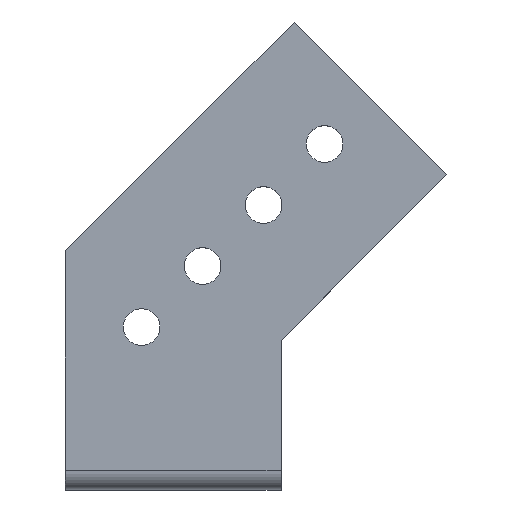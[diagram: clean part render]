
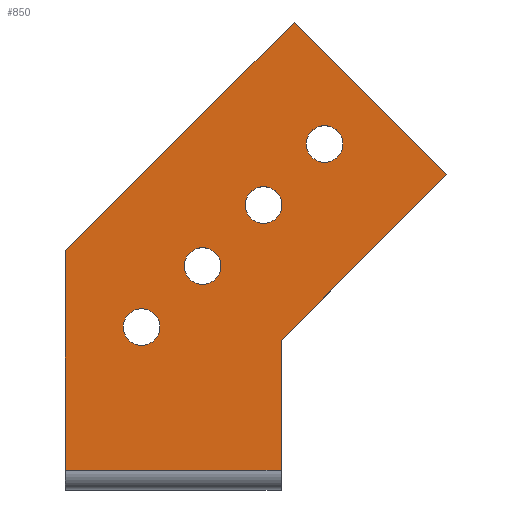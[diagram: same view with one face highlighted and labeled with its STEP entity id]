
A CAD part, top view. The second image highlights one B-rep face of the part: STEP entity #850.
In plain terms, the highlighted planar face has unit normal (0, 0, 1).
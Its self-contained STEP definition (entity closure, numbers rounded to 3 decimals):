
#4 = DIRECTION ( 'NONE',  ( 1., 0., 0. ) ) ;
#8 = LINE ( 'NONE', #357, #732 ) ;
#11 = CARTESIAN_POINT ( 'NONE',  ( 50., 14.645, 0. ) ) ;
#13 = ORIENTED_EDGE ( 'NONE', *, *, #71, .F. ) ;
#14 = CARTESIAN_POINT ( 'NONE',  ( 60.104, 60.104, 0. ) ) ;
#17 = DIRECTION ( 'NONE',  ( 0., -1., 0. ) ) ;
#19 = EDGE_LOOP ( 'NONE', ( #13, #298 ) ) ;
#21 = DIRECTION ( 'NONE',  ( 1., 0., 0. ) ) ;
#23 = CARTESIAN_POINT ( 'NONE',  ( 31.82, 31.82, 0. ) ) ;
#29 = EDGE_LOOP ( 'NONE', ( #268, #753, #228, #791, #519, #346 ) ) ;
#33 = DIRECTION ( 'NONE',  ( -0.707, 0.707, 0. ) ) ;
#48 = LINE ( 'NONE', #350, #205 ) ;
#68 = CIRCLE ( 'NONE', #234, 4.25 ) ;
#71 = EDGE_CURVE ( 'NONE', #679, #383, #722, .T. ) ;
#78 = CARTESIAN_POINT ( 'NONE',  ( 64.354, 60.104, 0. ) ) ;
#81 = CARTESIAN_POINT ( 'NONE',  ( 55.854, 60.104, 0. ) ) ;
#93 = DIRECTION ( 'NONE',  ( 0., 0., 1. ) ) ;
#98 = CARTESIAN_POINT ( 'NONE',  ( 45.962, 45.962, 0. ) ) ;
#99 = ORIENTED_EDGE ( 'NONE', *, *, #281, .F. ) ;
#102 = EDGE_CURVE ( 'NONE', #546, #804, #200, .T. ) ;
#114 = CARTESIAN_POINT ( 'NONE',  ( 0., 35.355, 0. ) ) ;
#116 = VECTOR ( 'NONE', #33, 1000. ) ;
#119 = DIRECTION ( 'NONE',  ( 1., 0., 0. ) ) ;
#125 = CARTESIAN_POINT ( 'NONE',  ( 41.712, 45.962, 0. ) ) ;
#128 = FACE_BOUND ( 'NONE', #19, .T. ) ;
#129 = AXIS2_PLACEMENT_3D ( 'NONE', #398, #575, #177 ) ;
#137 = CARTESIAN_POINT ( 'NONE',  ( 50., -15.5, 0. ) ) ;
#153 = VERTEX_POINT ( 'NONE', #838 ) ;
#159 = ORIENTED_EDGE ( 'NONE', *, *, #342, .F. ) ;
#169 = FACE_BOUND ( 'NONE', #540, .T. ) ;
#177 = DIRECTION ( 'NONE',  ( 1., 0., 0. ) ) ;
#182 = CIRCLE ( 'NONE', #379, 4.25 ) ;
#184 = VERTEX_POINT ( 'NONE', #861 ) ;
#189 = CARTESIAN_POINT ( 'NONE',  ( 60.104, 60.104, 0. ) ) ;
#190 = EDGE_CURVE ( 'NONE', #539, #480, #182, .T. ) ;
#192 = DIRECTION ( 'NONE',  ( 0., 0., 1. ) ) ;
#196 = CIRCLE ( 'NONE', #326, 4.25 ) ;
#199 = CARTESIAN_POINT ( 'NONE',  ( 31.82, 31.82, 0. ) ) ;
#200 = LINE ( 'NONE', #304, #352 ) ;
#205 = VECTOR ( 'NONE', #17, 1000. ) ;
#222 = CARTESIAN_POINT ( 'NONE',  ( 27.57, 31.82, 0. ) ) ;
#226 = FACE_BOUND ( 'NONE', #764, .T. ) ;
#228 = ORIENTED_EDGE ( 'NONE', *, *, #739, .T. ) ;
#232 = DIRECTION ( 'NONE',  ( 0.707, 0.707, 0. ) ) ;
#234 = AXIS2_PLACEMENT_3D ( 'NONE', #14, #485, #681 ) ;
#268 = ORIENTED_EDGE ( 'NONE', *, *, #524, .T. ) ;
#269 = EDGE_LOOP ( 'NONE', ( #99, #159 ) ) ;
#270 = CARTESIAN_POINT ( 'NONE',  ( 13.428, 17.678, 0. ) ) ;
#276 = AXIS2_PLACEMENT_3D ( 'NONE', #353, #815, #21 ) ;
#281 = EDGE_CURVE ( 'NONE', #184, #356, #762, .T. ) ;
#298 = ORIENTED_EDGE ( 'NONE', *, *, #549, .F. ) ;
#304 = CARTESIAN_POINT ( 'NONE',  ( 50., 14.645, 0. ) ) ;
#326 = AXIS2_PLACEMENT_3D ( 'NONE', #199, #802, #4 ) ;
#331 = EDGE_CURVE ( 'NONE', #153, #469, #196, .T. ) ;
#336 = FACE_OUTER_BOUND ( 'NONE', #29, .T. ) ;
#339 = ORIENTED_EDGE ( 'NONE', *, *, #331, .F. ) ;
#341 = DIRECTION ( 'NONE',  ( 1., 0., 0. ) ) ;
#342 = EDGE_CURVE ( 'NONE', #356, #184, #667, .T. ) ;
#346 = ORIENTED_EDGE ( 'NONE', *, *, #599, .T. ) ;
#350 = CARTESIAN_POINT ( 'NONE',  ( 0., 35.355, 0. ) ) ;
#352 = VECTOR ( 'NONE', #232, 1000. ) ;
#353 = CARTESIAN_POINT ( 'NONE',  ( 45.962, 45.962, 0. ) ) ;
#356 = VERTEX_POINT ( 'NONE', #270 ) ;
#357 = CARTESIAN_POINT ( 'NONE',  ( 53.033, 88.388, 0. ) ) ;
#364 = ORIENTED_EDGE ( 'NONE', *, *, #190, .F. ) ;
#370 = DIRECTION ( 'NONE',  ( 1., 0., 0. ) ) ;
#379 = AXIS2_PLACEMENT_3D ( 'NONE', #189, #192, #119 ) ;
#382 = AXIS2_PLACEMENT_3D ( 'NONE', #23, #623, #689 ) ;
#383 = VERTEX_POINT ( 'NONE', #125 ) ;
#396 = CARTESIAN_POINT ( 'NONE',  ( 0., 0., 0. ) ) ;
#398 = CARTESIAN_POINT ( 'NONE',  ( 17.678, 17.678, 0. ) ) ;
#422 = CARTESIAN_POINT ( 'NONE',  ( 50.212, 45.962, 0. ) ) ;
#449 = EDGE_CURVE ( 'NONE', #480, #539, #68, .T. ) ;
#452 = VERTEX_POINT ( 'NONE', #483 ) ;
#460 = VERTEX_POINT ( 'NONE', #137 ) ;
#469 = VERTEX_POINT ( 'NONE', #222 ) ;
#474 = EDGE_CURVE ( 'NONE', #844, #460, #776, .T. ) ;
#476 = CIRCLE ( 'NONE', #382, 4.25 ) ;
#480 = VERTEX_POINT ( 'NONE', #78 ) ;
#481 = ORIENTED_EDGE ( 'NONE', *, *, #562, .F. ) ;
#483 = CARTESIAN_POINT ( 'NONE',  ( 53.033, 88.388, 0. ) ) ;
#485 = DIRECTION ( 'NONE',  ( 0., 0., 1. ) ) ;
#506 = VECTOR ( 'NONE', #710, 1000. ) ;
#513 = PLANE ( 'NONE',  #698 ) ;
#519 = ORIENTED_EDGE ( 'NONE', *, *, #633, .T. ) ;
#524 = EDGE_CURVE ( 'NONE', #735, #844, #48, .T. ) ;
#536 = LINE ( 'NONE', #695, #116 ) ;
#539 = VERTEX_POINT ( 'NONE', #81 ) ;
#540 = EDGE_LOOP ( 'NONE', ( #339, #481 ) ) ;
#543 = DIRECTION ( 'NONE',  ( 1., 0., 0. ) ) ;
#546 = VERTEX_POINT ( 'NONE', #11 ) ;
#549 = EDGE_CURVE ( 'NONE', #383, #679, #709, .T. ) ;
#558 = DIRECTION ( 'NONE',  ( -0.707, -0.707, 0. ) ) ;
#562 = EDGE_CURVE ( 'NONE', #469, #153, #476, .T. ) ;
#575 = DIRECTION ( 'NONE',  ( 0., 0., 1. ) ) ;
#578 = CARTESIAN_POINT ( 'NONE',  ( 50., -20., 0. ) ) ;
#589 = DIRECTION ( 'NONE',  ( 0., 0., 1. ) ) ;
#599 = EDGE_CURVE ( 'NONE', #452, #735, #8, .T. ) ;
#617 = AXIS2_PLACEMENT_3D ( 'NONE', #664, #665, #341 ) ;
#623 = DIRECTION ( 'NONE',  ( 0., 0., 1. ) ) ;
#633 = EDGE_CURVE ( 'NONE', #804, #452, #536, .T. ) ;
#662 = ORIENTED_EDGE ( 'NONE', *, *, #449, .F. ) ;
#664 = CARTESIAN_POINT ( 'NONE',  ( 17.678, 17.678, 0. ) ) ;
#665 = DIRECTION ( 'NONE',  ( 0., 0., 1. ) ) ;
#667 = CIRCLE ( 'NONE', #617, 4.25 ) ;
#679 = VERTEX_POINT ( 'NONE', #422 ) ;
#681 = DIRECTION ( 'NONE',  ( 1., 0., 0. ) ) ;
#688 = VECTOR ( 'NONE', #543, 1000. ) ;
#689 = DIRECTION ( 'NONE',  ( 1., 0., 0. ) ) ;
#695 = CARTESIAN_POINT ( 'NONE',  ( 88.388, 53.033, 0. ) ) ;
#698 = AXIS2_PLACEMENT_3D ( 'NONE', #396, #589, #857 ) ;
#709 = CIRCLE ( 'NONE', #276, 4.25 ) ;
#710 = DIRECTION ( 'NONE',  ( 0., 1., 0. ) ) ;
#722 = CIRCLE ( 'NONE', #805, 4.25 ) ;
#732 = VECTOR ( 'NONE', #558, 1000. ) ;
#735 = VERTEX_POINT ( 'NONE', #114 ) ;
#739 = EDGE_CURVE ( 'NONE', #460, #546, #775, .T. ) ;
#753 = ORIENTED_EDGE ( 'NONE', *, *, #474, .T. ) ;
#762 = CIRCLE ( 'NONE', #129, 4.25 ) ;
#763 = CARTESIAN_POINT ( 'NONE',  ( 88.388, 53.033, 0. ) ) ;
#764 = EDGE_LOOP ( 'NONE', ( #662, #364 ) ) ;
#773 = CARTESIAN_POINT ( 'NONE',  ( 0., -15.5, 0. ) ) ;
#775 = LINE ( 'NONE', #578, #506 ) ;
#776 = LINE ( 'NONE', #806, #688 ) ;
#791 = ORIENTED_EDGE ( 'NONE', *, *, #102, .T. ) ;
#802 = DIRECTION ( 'NONE',  ( 0., 0., 1. ) ) ;
#804 = VERTEX_POINT ( 'NONE', #763 ) ;
#805 = AXIS2_PLACEMENT_3D ( 'NONE', #98, #93, #370 ) ;
#806 = CARTESIAN_POINT ( 'NONE',  ( 0., -15.5, 0. ) ) ;
#815 = DIRECTION ( 'NONE',  ( 0., 0., 1. ) ) ;
#817 = FACE_BOUND ( 'NONE', #269, .T. ) ;
#838 = CARTESIAN_POINT ( 'NONE',  ( 36.07, 31.82, 0. ) ) ;
#844 = VERTEX_POINT ( 'NONE', #773 ) ;
#850 = ADVANCED_FACE ( 'NONE', ( #128, #169, #817, #226, #336 ), #513, .T. ) ;
#857 = DIRECTION ( 'NONE',  ( 1., 0., 0. ) ) ;
#861 = CARTESIAN_POINT ( 'NONE',  ( 21.928, 17.678, 0. ) ) ;
